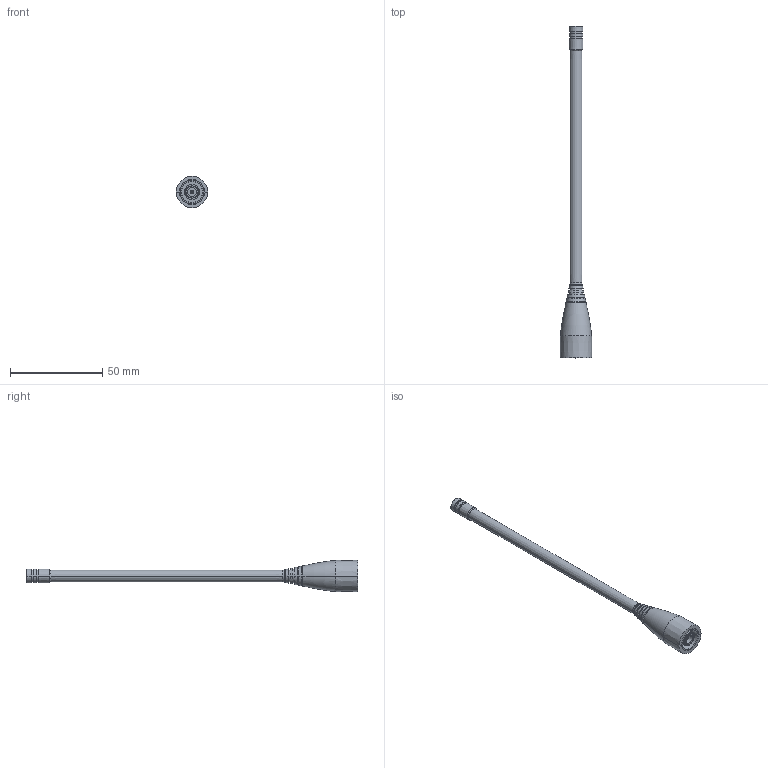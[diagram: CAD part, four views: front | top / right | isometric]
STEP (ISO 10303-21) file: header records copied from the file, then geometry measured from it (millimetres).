
FILE_DESCRIPTION (( 'STEP AP214' ), '1' );
FILE_NAME ('FMANRBD1024_3D.step', '2023-03-06T14:44:08', ( '' ), ( '' ), 'SwSTEP 2.0', 'SolidWorks 2022', '' );
FILE_SCHEMA (( 'AUTOMOTIVE_DESIGN' ));
Length unit declared in the file: inch
Products named in the file (5): 1AB06-003; FMANRBD1024_3D; LCANRBD1024; 1AB06-003_WITHOUT FERRULE; 1AB06-003-MA2
Assembly tree (4 placements, depth 3):
  FMANRBD1024_3D
    LCANRBD1024
    1AB06-003_WITHOUT FERRULE
      1AB06-003
      1AB06-003-MA2
Bounding box: 17 x 180.27 x 17 mm (x, y, z)
Volume: 10598.9 mm3; surface area: 8222.8 mm2
Topology: 3 solids, 3 shells, 158 faces, 344 edges, 211 vertices
Faces by surface type: cone 60, plane 52, cylinder 40, torus 6
Entity records: 4631 total; most frequent: DIRECTION 860, CARTESIAN_POINT 715, ORIENTED_EDGE 676, AXIS2_PLACEMENT_3D 356, EDGE_CURVE 338, VERTEX_POINT 211, CIRCLE 190, EDGE_LOOP 185
